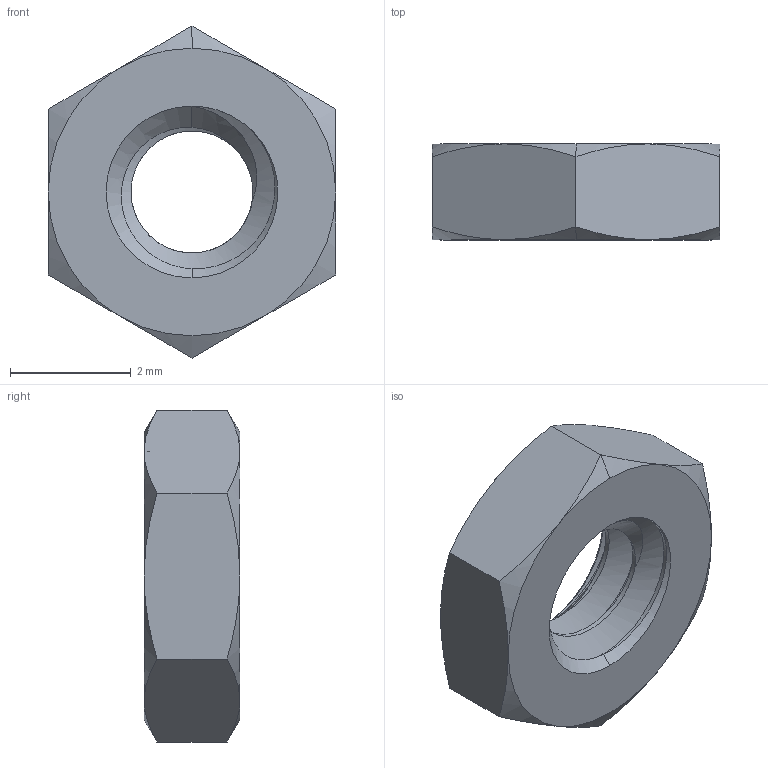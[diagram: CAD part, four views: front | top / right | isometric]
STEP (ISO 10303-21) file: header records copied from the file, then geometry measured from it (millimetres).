
FILE_DESCRIPTION (( 'STEP AP203' ), '1' );
FILE_NAME ('90730A005_18-8 Stainless Steel Narrow Hex Nut.STEP', '2021-09-08T14:30:37', ( 'Administrator' ), ( 'Managed by Terraform' ), 'SwSTEP 2.0', 'SolidWorks 2017', '' );
FILE_SCHEMA (( 'CONFIG_CONTROL_DESIGN' ));
Length unit declared in the file: inch
Products named in the file (1): 90730A005_18-8 Stainless Steel Narrow Hex Nut
Bounding box: 4.76 x 1.59 x 5.5 mm (x, y, z)
Volume: 23 mm3; surface area: 71.7 mm2
Topology: 1 solids, 1 shells, 37 faces, 85 edges, 50 vertices
Faces by surface type: cone 20, plane 8, cylinder 6, bspline 3
Entity records: 1551 total; most frequent: CARTESIAN_POINT 743, ORIENTED_EDGE 170, DIRECTION 127, EDGE_CURVE 85, AXIS2_PLACEMENT_3D 55, VERTEX_POINT 50, EDGE_LOOP 39, ADVANCED_FACE 37
